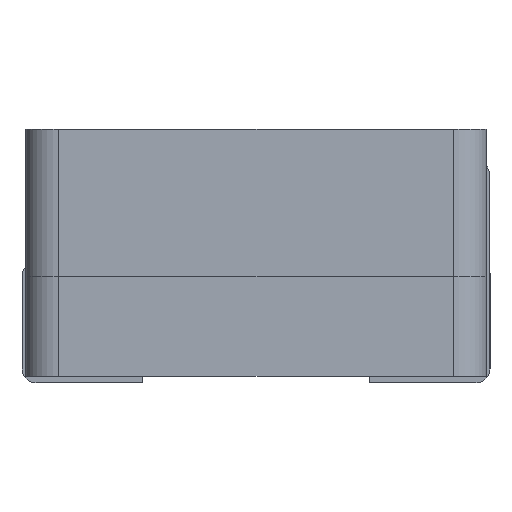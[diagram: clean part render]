
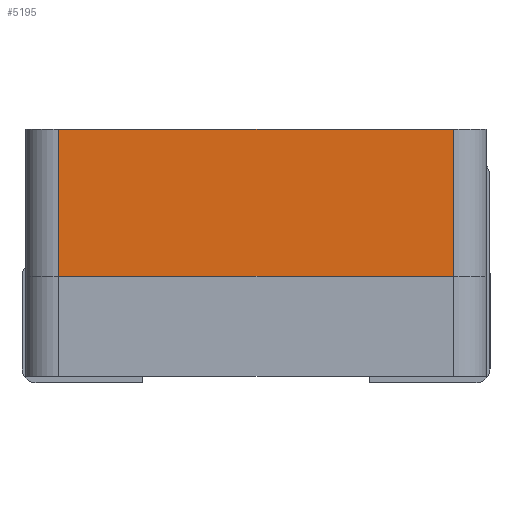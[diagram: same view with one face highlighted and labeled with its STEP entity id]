
A CAD part, left-side view. The second image highlights one B-rep face of the part: STEP entity #5195.
In plain terms, the highlighted planar face has unit normal (-1, 0, 0).
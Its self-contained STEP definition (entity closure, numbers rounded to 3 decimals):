
#551=ORIENTED_EDGE('',*,*,#1675,.T.);
#552=ORIENTED_EDGE('',*,*,#1678,.F.);
#553=ORIENTED_EDGE('',*,*,#1605,.F.);
#554=ORIENTED_EDGE('',*,*,#1690,.T.);
#1605=EDGE_CURVE('',#2186,#2179,#2532,.T.);
#1675=EDGE_CURVE('',#2257,#2256,#2555,.T.);
#1678=EDGE_CURVE('',#2179,#2256,#2557,.T.);
#1690=EDGE_CURVE('',#2186,#2257,#2569,.T.);
#2179=VERTEX_POINT('',#6702);
#2186=VERTEX_POINT('',#6715);
#2256=VERTEX_POINT('',#7027);
#2257=VERTEX_POINT('',#7029);
#2532=LINE('',#6716,#2841);
#2555=LINE('',#7028,#2864);
#2557=LINE('',#7033,#2866);
#2569=LINE('',#7055,#2878);
#2841=VECTOR('',#5686,1000.);
#2864=VECTOR('',#5723,1000.);
#2866=VECTOR('',#5729,1000.);
#2878=VECTOR('',#5753,1000.);
#3159=EDGE_LOOP('',(#551,#552,#553,#554));
#3410=FACE_BOUND('',#3159,.T.);
#3643=PLANE('',#5450);
#5195=ADVANCED_FACE('',(#3410),#3643,.F.);
#5450=AXIS2_PLACEMENT_3D('',#7056,#5754,#5755);
#5686=DIRECTION('',(0.,-1.,0.));
#5723=DIRECTION('',(0.,-1.,0.));
#5729=DIRECTION('',(0.,0.,-1.));
#5753=DIRECTION('',(0.,0.,-1.));
#5754=DIRECTION('',(1.,0.,0.));
#5755=DIRECTION('',(0.,0.,-1.));
#6702=CARTESIAN_POINT('',(-3.45,-2.95,2.2));
#6715=CARTESIAN_POINT('',(-3.45,2.95,2.2));
#6716=CARTESIAN_POINT('',(-3.45,2.95,2.2));
#7027=CARTESIAN_POINT('',(-3.45,-2.95,0.));
#7028=CARTESIAN_POINT('',(-3.45,2.95,0.));
#7029=CARTESIAN_POINT('',(-3.45,2.95,0.));
#7033=CARTESIAN_POINT('',(-3.45,-2.95,2.2));
#7055=CARTESIAN_POINT('',(-3.45,2.95,2.2));
#7056=CARTESIAN_POINT('',(-3.45,2.95,2.2));
